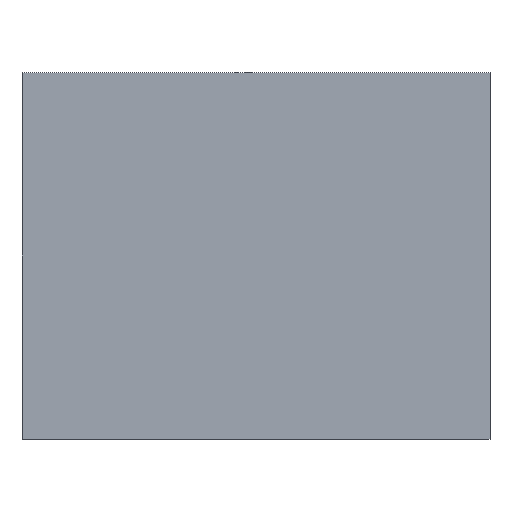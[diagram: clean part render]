
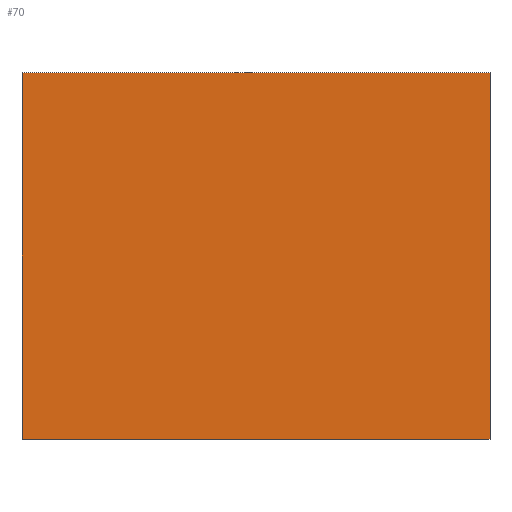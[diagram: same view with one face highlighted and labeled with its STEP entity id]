
A CAD part, front view. The second image highlights one B-rep face of the part: STEP entity #70.
In plain terms, the highlighted planar face has unit normal (0, -1, 0).
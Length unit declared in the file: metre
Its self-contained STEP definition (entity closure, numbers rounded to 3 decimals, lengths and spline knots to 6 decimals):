
#70 = ADVANCED_FACE( '', ( #149 ), #150, .F. );
#149 = FACE_OUTER_BOUND( '', #239, .T. );
#150 = PLANE( '', #240 );
#239 = EDGE_LOOP( '', ( #360, #361, #362, #363 ) );
#240 = AXIS2_PLACEMENT_3D( '', #364, #365, #366 );
#360 = ORIENTED_EDGE( '', *, *, #503, .T. );
#361 = ORIENTED_EDGE( '', *, *, #504, .T. );
#362 = ORIENTED_EDGE( '', *, *, #469, .F. );
#363 = ORIENTED_EDGE( '', *, *, #505, .F. );
#364 = CARTESIAN_POINT( '', ( 0.115, -0.02, -0.09 ) );
#365 = DIRECTION( '', ( 0., 1., 0. ) );
#366 = DIRECTION( '', ( 0., 0., 1. ) );
#469 = EDGE_CURVE( '', #536, #537, #538, .T. );
#503 = EDGE_CURVE( '', #590, #591, #592, .T. );
#504 = EDGE_CURVE( '', #591, #537, #593, .T. );
#505 = EDGE_CURVE( '', #590, #536, #594, .T. );
#536 = VERTEX_POINT( '', #635 );
#537 = VERTEX_POINT( '', #636 );
#538 = LINE( '', #637, #638 );
#590 = VERTEX_POINT( '', #704 );
#591 = VERTEX_POINT( '', #705 );
#592 = LINE( '', #706, #707 );
#593 = LINE( '', #708, #709 );
#594 = LINE( '', #710, #711 );
#635 = CARTESIAN_POINT( '', ( 0., -0.02, 0. ) );
#636 = CARTESIAN_POINT( '', ( 0.23, -0.02, 0. ) );
#637 = CARTESIAN_POINT( '', ( 0.115, -0.02, 0. ) );
#638 = VECTOR( '', #766, 1. );
#704 = CARTESIAN_POINT( '', ( 0., -0.02, -0.18 ) );
#705 = CARTESIAN_POINT( '', ( 0.23, -0.02, -0.18 ) );
#706 = CARTESIAN_POINT( '', ( 0.115, -0.02, -0.18 ) );
#707 = VECTOR( '', #805, 1. );
#708 = CARTESIAN_POINT( '', ( 0.23, -0.02, -0.09 ) );
#709 = VECTOR( '', #806, 1. );
#710 = CARTESIAN_POINT( '', ( 0., -0.02, -0.09 ) );
#711 = VECTOR( '', #807, 1. );
#766 = DIRECTION( '', ( 1., 0., 0. ) );
#805 = DIRECTION( '', ( 1., 0., 0. ) );
#806 = DIRECTION( '', ( 0., 0., 1. ) );
#807 = DIRECTION( '', ( 0., 0., 1. ) );
